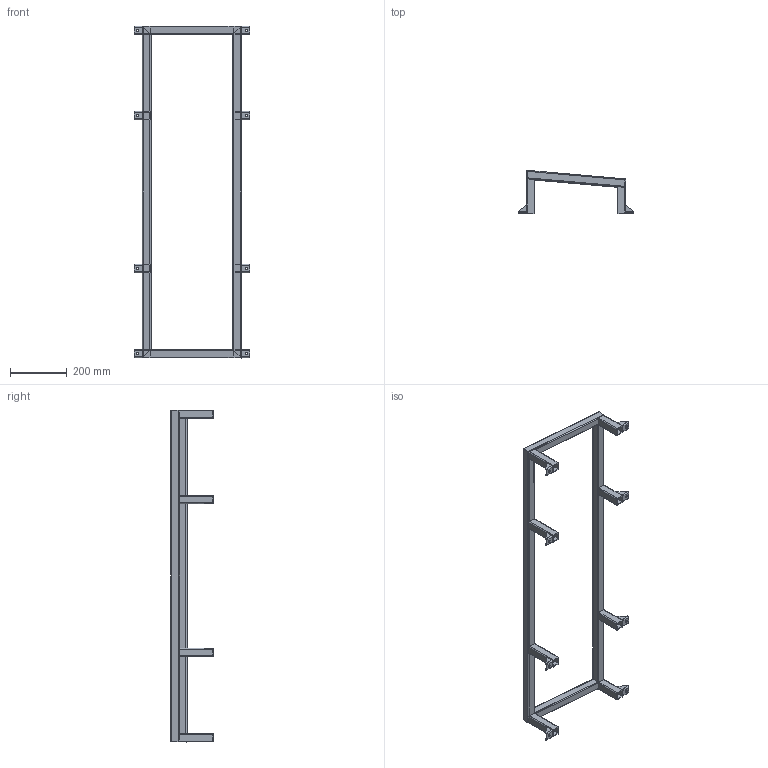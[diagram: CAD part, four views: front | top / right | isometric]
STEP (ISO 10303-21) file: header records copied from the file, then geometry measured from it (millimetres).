
FILE_DESCRIPTION(/* description */ (''),/* implementation_level */ '2;1');
FILE_NAME(/* name */ 'STRUTTURA_SEDILI_ASM_6_ASM.stp',/* time_stamp */ '2016-06-02T11:02:26+02:00',/* author */ (''),/* organization */ (''),/* preprocessor_version */ 'ST-DEVELOPER v16.5',/* originating_system */ 'Autodesk Translation Framework v5.0.0.3310',/* authorisation */ '');
FILE_SCHEMA (('AUTOMOTIVE_DESIGN { 1 0 10303 214 3 1 1 }'));
Length unit declared in the file: centimetre
Products named in the file (16): STRUTTURA_SEDILI_ASM_6_ASM; MONT_ANT_SUPPORTO_SEDILI_11_ASM; MANIFOLD_SOLID_BREP_562; MANIFOLD_SOLID_BREP_1124; MANIFOLD_SOLID_BREP_1686; MANIFOLD_SOLID_BREP_2248; MONT_POST_SUPPORTO_SEDILI_10_ASM; MANIFOLD_SOLID_BREP_2844; MANIFOLD_SOLID_BREP_3406; MANIFOLD_SOLID_BREP_3968; MANIFOLD_SOLID_BREP_4530; LONG_SUPP_SEDILI_4_ASM; MANIFOLD_SOLID_BREP_5737; MANIFOLD_SOLID_BREP_6321; TRAVERSO_SUPP_SEDILI_6; STAFFA_FISSAGGIO_SEDILI_6
Assembly tree (23 placements, depth 3):
  STRUTTURA_SEDILI_ASM_6_ASM
    MONT_ANT_SUPPORTO_SEDILI_11_ASM
      MANIFOLD_SOLID_BREP_562
      MANIFOLD_SOLID_BREP_1124
      MANIFOLD_SOLID_BREP_1686
      MANIFOLD_SOLID_BREP_2248
    MONT_POST_SUPPORTO_SEDILI_10_ASM
      MANIFOLD_SOLID_BREP_2844
      MANIFOLD_SOLID_BREP_3406
      MANIFOLD_SOLID_BREP_3968
      MANIFOLD_SOLID_BREP_4530
    TRAVERSO_SUPP_SEDILI_6  x2
    LONG_SUPP_SEDILI_4_ASM
      MANIFOLD_SOLID_BREP_5737
      MANIFOLD_SOLID_BREP_6321
    STAFFA_FISSAGGIO_SEDILI_6  x8
Bounding box: 410 x 150.94 x 1174 mm (x, y, z)
Volume: 1224415.5 mm3; surface area: 830074.8 mm2
Topology: 20 solids, 20 shells, 400 faces, 952 edges, 592 vertices
Faces by surface type: plane 264, cylinder 136
Full cylindrical faces by diameter (mm): 8.5 x8
Entity records: 7217 total; most frequent: DIRECTION 1280, CARTESIAN_POINT 1212, ORIENTED_EDGE 1148, EDGE_CURVE 574, AXIS2_PLACEMENT_3D 446, LINE 388, VECTOR 388, VERTEX_POINT 378
